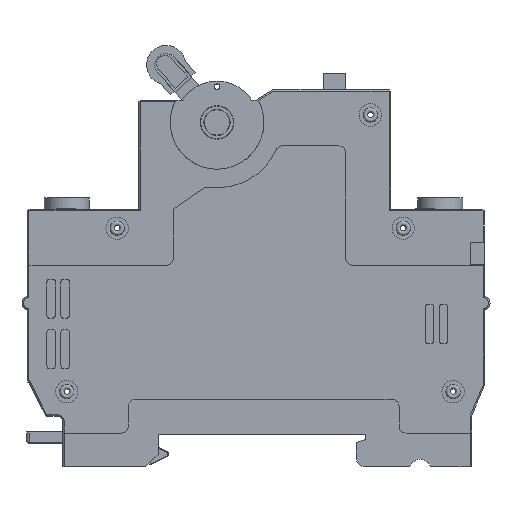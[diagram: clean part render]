
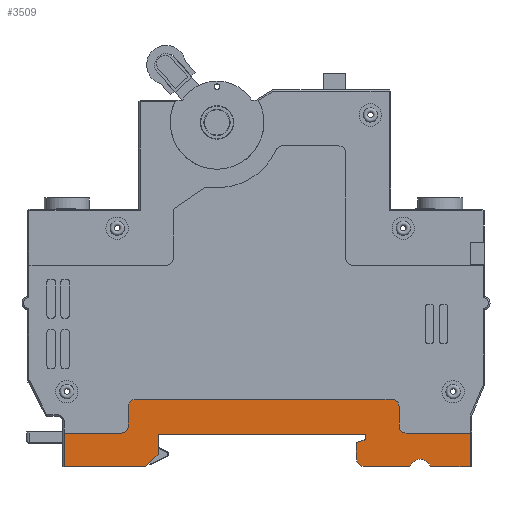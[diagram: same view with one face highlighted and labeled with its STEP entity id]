
A CAD part, front view. The second image highlights one B-rep face of the part: STEP entity #3509.
In plain terms, the highlighted planar face has unit normal (0, -1, 0).
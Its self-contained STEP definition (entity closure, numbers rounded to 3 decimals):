
#3509=ADVANCED_FACE('',(#12519),#12521,.F.);
#12519=FACE_BOUND('',#12520,.T.);
#12520=EDGE_LOOP('',(#20216,#20217,#20218,#20219,#20220,#20221,#20222,#20223,#20224,
#20225,#20226,#20227,#20228,#20229,#20230,#20231,#20232,#20233,#20234,#20235,#20236,
#20237));
#12521=PLANE('',#12522);
#12522=AXIS2_PLACEMENT_3D('',#12523,#12524,#12525);
#12523=CARTESIAN_POINT('',(0.,-35.8,0.));
#12524=DIRECTION('',(0.,1.,0.));
#12525=DIRECTION('',(-1.,0.,0.));
#20216=ORIENTED_EDGE('',*,*,#23805,.F.);
#20217=ORIENTED_EDGE('',*,*,#23806,.F.);
#20218=ORIENTED_EDGE('',*,*,#23807,.F.);
#20219=ORIENTED_EDGE('',*,*,#23808,.F.);
#20220=ORIENTED_EDGE('',*,*,#23809,.F.);
#20221=ORIENTED_EDGE('',*,*,#23810,.F.);
#20222=ORIENTED_EDGE('',*,*,#23811,.F.);
#20223=ORIENTED_EDGE('',*,*,#23812,.F.);
#20224=ORIENTED_EDGE('',*,*,#23813,.F.);
#20225=ORIENTED_EDGE('',*,*,#23814,.F.);
#20226=ORIENTED_EDGE('',*,*,#23815,.F.);
#20227=ORIENTED_EDGE('',*,*,#23736,.F.);
#20228=ORIENTED_EDGE('',*,*,#23734,.F.);
#20229=ORIENTED_EDGE('',*,*,#23566,.T.);
#20230=ORIENTED_EDGE('',*,*,#23562,.T.);
#20231=ORIENTED_EDGE('',*,*,#23560,.T.);
#20232=ORIENTED_EDGE('',*,*,#23558,.T.);
#20233=ORIENTED_EDGE('',*,*,#23556,.T.);
#20234=ORIENTED_EDGE('',*,*,#23554,.T.);
#20235=ORIENTED_EDGE('',*,*,#23552,.T.);
#20236=ORIENTED_EDGE('',*,*,#23550,.T.);
#20237=ORIENTED_EDGE('',*,*,#23547,.T.);
#23547=EDGE_CURVE('',#28875,#28872,#28876,.T.);
#23550=EDGE_CURVE('',#28879,#28875,#28880,.F.);
#23552=EDGE_CURVE('',#28882,#28879,#28883,.T.);
#23554=EDGE_CURVE('',#28885,#28882,#28886,.F.);
#23556=EDGE_CURVE('',#28888,#28885,#28889,.T.);
#23558=EDGE_CURVE('',#28891,#28888,#28892,.F.);
#23560=EDGE_CURVE('',#28894,#28891,#28895,.T.);
#23562=EDGE_CURVE('',#28897,#28894,#28898,.F.);
#23566=EDGE_CURVE('',#28900,#28897,#28903,.T.);
#23734=EDGE_CURVE('',#28900,#29155,#29156,.T.);
#23736=EDGE_CURVE('',#29155,#29158,#29159,.T.);
#23805=EDGE_CURVE('',#29270,#28872,#29272,.T.);
#23806=EDGE_CURVE('',#29273,#29270,#29274,.T.);
#23807=EDGE_CURVE('',#29275,#29273,#29276,.T.);
#23808=EDGE_CURVE('',#29277,#29275,#29278,.T.);
#23809=EDGE_CURVE('',#29279,#29277,#29280,.T.);
#23810=EDGE_CURVE('',#29281,#29279,#29282,.T.);
#23811=EDGE_CURVE('',#29283,#29281,#29284,.T.);
#23812=EDGE_CURVE('',#29285,#29283,#29286,.T.);
#23813=EDGE_CURVE('',#29287,#29285,#29288,.T.);
#23814=EDGE_CURVE('',#29289,#29287,#29290,.T.);
#23815=EDGE_CURVE('',#29158,#29289,#29291,.T.);
#28872=VERTEX_POINT('',#40996);
#28875=VERTEX_POINT('',#41001);
#28876=LINE('',#41002,#41003);
#28879=VERTEX_POINT('',#41011);
#28880=CIRCLE('',#41012,1.25);
#28882=VERTEX_POINT('',#41019);
#28883=LINE('',#41020,#41021);
#28885=VERTEX_POINT('',#41026);
#28886=CIRCLE('',#41027,1.25);
#28888=VERTEX_POINT('',#41034);
#28889=LINE('',#41035,#41036);
#28891=VERTEX_POINT('',#41041);
#28892=CIRCLE('',#41042,1.25);
#28894=VERTEX_POINT('',#41049);
#28895=LINE('',#41050,#41051);
#28897=VERTEX_POINT('',#41056);
#28898=CIRCLE('',#41057,1.25);
#28900=VERTEX_POINT('',#41064);
#28903=LINE('',#41071,#41072);
#29155=VERTEX_POINT('',#41689);
#29156=LINE('',#41690,#41691);
#29158=VERTEX_POINT('',#41696);
#29159=LINE('',#41697,#41698);
#29270=VERTEX_POINT('',#41956);
#29272=LINE('',#41960,#41961);
#29273=VERTEX_POINT('',#41963);
#29274=LINE('',#41964,#41965);
#29275=VERTEX_POINT('',#41967);
#29276=LINE('',#41968,#41969);
#29277=VERTEX_POINT('',#41971);
#29278=LINE('',#41972,#41973);
#29279=VERTEX_POINT('',#41975);
#29280=LINE('',#41976,#41977);
#29281=VERTEX_POINT('',#41979);
#29282=LINE('',#41980,#41981);
#29283=VERTEX_POINT('',#41983);
#29284=LINE('',#41984,#41985);
#29285=VERTEX_POINT('',#41987);
#29286=LINE('',#41988,#41989);
#29287=VERTEX_POINT('',#41991);
#29288=CIRCLE('',#41992,1.5);
#29289=VERTEX_POINT('',#41996);
#29290=LINE('',#41997,#41998);
#29291=CIRCLE('',#42000,1.956);
#40996=CARTESIAN_POINT('',(113.862,-35.8,-0.879));
#41001=CARTESIAN_POINT('',(124.062,-35.8,-0.879));
#41002=CARTESIAN_POINT('',(124.062,-35.8,-0.879));
#41003=VECTOR('',#41004,1.);
#41004=DIRECTION('',(-1.,0.,0.));
#41011=CARTESIAN_POINT('',(125.312,-35.8,0.371));
#41012=AXIS2_PLACEMENT_3D('',#41013,#41014,#41015);
#41013=CARTESIAN_POINT('',(124.062,-35.8,0.371));
#41014=DIRECTION('',(0.,-1.,0.));
#41015=DIRECTION('',(0.,0.,-1.));
#41019=CARTESIAN_POINT('',(125.312,-35.8,3.871));
#41020=CARTESIAN_POINT('',(125.312,-35.8,3.871));
#41021=VECTOR('',#41022,1.);
#41022=DIRECTION('',(0.,0.,-1.));
#41026=CARTESIAN_POINT('',(126.562,-35.8,5.121));
#41027=AXIS2_PLACEMENT_3D('',#41028,#41029,#41030);
#41028=CARTESIAN_POINT('',(126.562,-35.8,3.871));
#41029=DIRECTION('',(0.,1.,0.));
#41030=DIRECTION('',(-1.,0.,0.));
#41034=CARTESIAN_POINT('',(172.409,-35.8,5.121));
#41035=CARTESIAN_POINT('',(172.409,-35.8,5.121));
#41036=VECTOR('',#41037,1.);
#41037=DIRECTION('',(-1.,0.,0.));
#41041=CARTESIAN_POINT('',(173.659,-35.8,3.871));
#41042=AXIS2_PLACEMENT_3D('',#41043,#41044,#41045);
#41043=CARTESIAN_POINT('',(172.409,-35.8,3.871));
#41044=DIRECTION('',(0.,1.,0.));
#41045=DIRECTION('',(0.,0.,1.));
#41049=CARTESIAN_POINT('',(173.659,-35.8,0.371));
#41050=CARTESIAN_POINT('',(173.659,-35.8,0.371));
#41051=VECTOR('',#41052,1.);
#41052=DIRECTION('',(0.,0.,1.));
#41056=CARTESIAN_POINT('',(174.909,-35.8,-0.879));
#41057=AXIS2_PLACEMENT_3D('',#41058,#41059,#41060);
#41058=CARTESIAN_POINT('',(174.909,-35.8,0.371));
#41059=DIRECTION('',(0.,-1.,0.));
#41060=DIRECTION('',(-1.,0.,0.));
#41064=CARTESIAN_POINT('',(186.362,-35.8,-0.879));
#41071=CARTESIAN_POINT('',(186.362,-35.8,-0.879));
#41072=VECTOR('',#41073,1.);
#41073=DIRECTION('',(-1.,0.,0.));
#41689=CARTESIAN_POINT('',(186.362,-35.8,-6.879));
#41690=CARTESIAN_POINT('',(186.362,-35.8,-0.879));
#41691=VECTOR('',#41692,1.);
#41692=DIRECTION('',(0.,0.,-1.));
#41696=CARTESIAN_POINT('',(179.312,-35.8,-6.879));
#41697=CARTESIAN_POINT('',(186.362,-35.8,-6.879));
#41698=VECTOR('',#41699,1.);
#41699=DIRECTION('',(-1.,0.,0.));
#41956=CARTESIAN_POINT('',(113.862,-35.8,-6.879));
#41960=CARTESIAN_POINT('',(113.862,-35.8,-6.879));
#41961=VECTOR('',#41962,1.);
#41962=DIRECTION('',(0.,0.,1.));
#41963=CARTESIAN_POINT('',(128.412,-35.8,-6.879));
#41964=CARTESIAN_POINT('',(128.412,-35.8,-6.879));
#41965=VECTOR('',#41966,1.);
#41966=DIRECTION('',(-1.,0.,0.));
#41967=CARTESIAN_POINT('',(130.612,-35.8,-4.679));
#41968=CARTESIAN_POINT('',(130.612,-35.8,-4.679));
#41969=VECTOR('',#41970,1.);
#41970=DIRECTION('',(-0.707,0.,-0.707));
#41971=CARTESIAN_POINT('',(130.612,-35.8,-1.079));
#41972=CARTESIAN_POINT('',(130.612,-35.8,-1.079));
#41973=VECTOR('',#41974,1.);
#41974=DIRECTION('',(0.,0.,-1.));
#41975=CARTESIAN_POINT('',(167.612,-35.8,-1.079));
#41976=CARTESIAN_POINT('',(167.612,-35.8,-1.079));
#41977=VECTOR('',#41978,1.);
#41978=DIRECTION('',(-1.,0.,0.));
#41979=CARTESIAN_POINT('',(167.612,-35.8,-2.079));
#41980=CARTESIAN_POINT('',(167.612,-35.8,-2.079));
#41981=VECTOR('',#41982,1.);
#41982=DIRECTION('',(0.,0.,1.));
#41983=CARTESIAN_POINT('',(166.012,-35.8,-2.579));
#41984=CARTESIAN_POINT('',(166.012,-35.8,-2.579));
#41985=VECTOR('',#41986,1.);
#41986=DIRECTION('',(0.954,0.,0.298));
#41987=CARTESIAN_POINT('',(166.012,-35.8,-5.379));
#41988=CARTESIAN_POINT('',(166.012,-35.8,-5.379));
#41989=VECTOR('',#41990,1.);
#41990=DIRECTION('',(0.,0.,1.));
#41991=CARTESIAN_POINT('',(167.512,-35.8,-6.879));
#41992=AXIS2_PLACEMENT_3D('',#41993,#41994,#41995);
#41993=CARTESIAN_POINT('',(167.512,-35.8,-5.379));
#41994=DIRECTION('',(0.,1.,0.));
#41995=DIRECTION('',(0.,0.,-1.));
#41996=CARTESIAN_POINT('',(175.612,-35.8,-6.879));
#41997=CARTESIAN_POINT('',(175.612,-35.8,-6.879));
#41998=VECTOR('',#41999,1.);
#41999=DIRECTION('',(-1.,0.,0.));
#42000=AXIS2_PLACEMENT_3D('',#42001,#42002,#42003);
#42001=CARTESIAN_POINT('',(177.462,-35.8,-7.516));
#42002=DIRECTION('',(0.,-1.,0.));
#42003=DIRECTION('',(0.946,0.,0.325));
